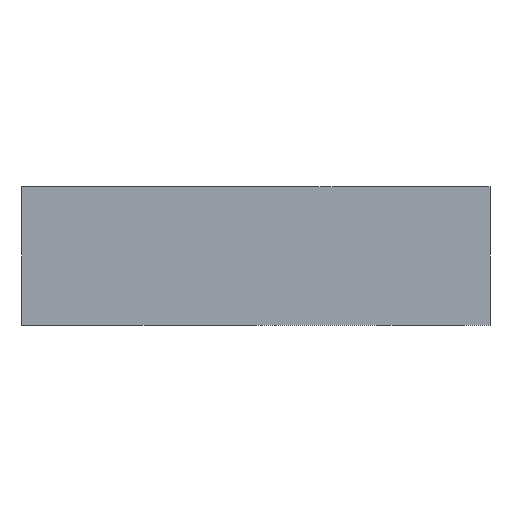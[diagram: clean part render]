
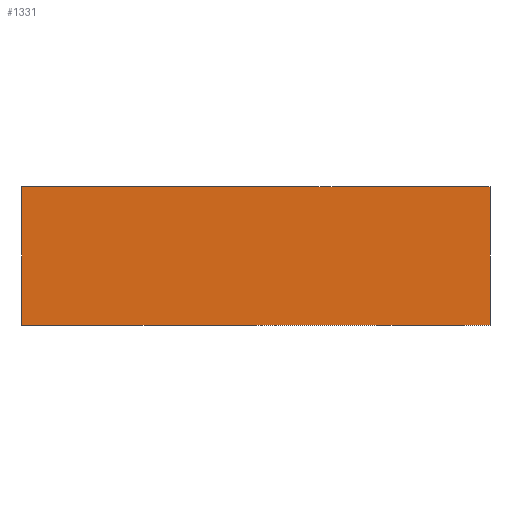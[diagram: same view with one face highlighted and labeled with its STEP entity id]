
A CAD part, front view. The second image highlights one B-rep face of the part: STEP entity #1331.
In plain terms, the highlighted planar face has unit normal (0, -1, 0).
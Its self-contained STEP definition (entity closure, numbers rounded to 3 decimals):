
#56=PLANE('',#1463);
#116=FACE_OUTER_BOUND('',#194,.T.);
#194=EDGE_LOOP('',(#1120,#1121,#1122,#1123));
#262=LINE('',#2008,#388);
#326=LINE('',#2316,#452);
#328=LINE('',#2320,#454);
#329=LINE('',#2321,#455);
#388=VECTOR('',#1579,10.);
#452=VECTOR('',#1779,10.);
#454=VECTOR('',#1783,10.);
#455=VECTOR('',#1784,10.);
#586=VERTEX_POINT('',#2005);
#587=VERTEX_POINT('',#2007);
#651=VERTEX_POINT('',#2315);
#652=VERTEX_POINT('',#2319);
#718=EDGE_CURVE('',#587,#586,#262,.T.);
#820=EDGE_CURVE('',#651,#587,#326,.T.);
#822=EDGE_CURVE('',#652,#586,#328,.T.);
#823=EDGE_CURVE('',#652,#651,#329,.T.);
#1120=ORIENTED_EDGE('',*,*,#718,.T.);
#1121=ORIENTED_EDGE('',*,*,#822,.F.);
#1122=ORIENTED_EDGE('',*,*,#823,.T.);
#1123=ORIENTED_EDGE('',*,*,#820,.T.);
#1331=ADVANCED_FACE('',(#116),#56,.T.);
#1463=AXIS2_PLACEMENT_3D('',#2318,#1781,#1782);
#1579=DIRECTION('',(-1.,0.,0.));
#1779=DIRECTION('',(0.,0.,1.));
#1781=DIRECTION('center_axis',(0.,-1.,0.));
#1782=DIRECTION('ref_axis',(1.,0.,0.));
#1783=DIRECTION('',(0.,0.,1.));
#1784=DIRECTION('',(1.,0.,0.));
#2005=CARTESIAN_POINT('',(-13.5,-13.,8.));
#2007=CARTESIAN_POINT('',(13.5,-13.,8.));
#2008=CARTESIAN_POINT('',(-6.75,-13.,8.));
#2315=CARTESIAN_POINT('',(13.5,-13.,0.));
#2316=CARTESIAN_POINT('',(13.5,-13.,0.));
#2318=CARTESIAN_POINT('Origin',(-13.5,-13.,0.));
#2319=CARTESIAN_POINT('',(-13.5,-13.,0.));
#2320=CARTESIAN_POINT('',(-13.5,-13.,0.));
#2321=CARTESIAN_POINT('',(-13.5,-13.,0.));
